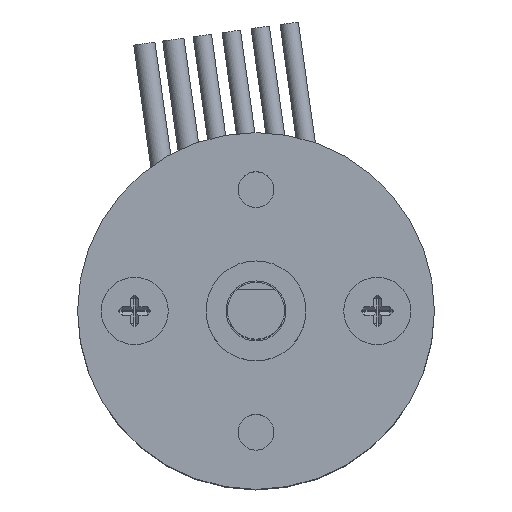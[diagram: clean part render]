
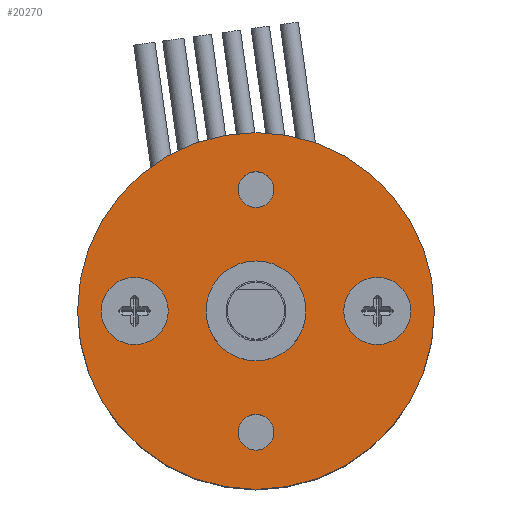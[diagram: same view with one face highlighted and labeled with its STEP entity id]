
A CAD part, top view. The second image highlights one B-rep face of the part: STEP entity #20270.
In plain terms, the highlighted planar face has unit normal (0, 0, 1).
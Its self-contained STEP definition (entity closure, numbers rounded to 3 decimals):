
#153 = CARTESIAN_POINT ( 'NONE',  ( 30.875, -8.5, 18.375 ) ) ;
#383 = DIRECTION ( 'NONE',  ( 1., 0., 0. ) ) ;
#793 = EDGE_CURVE ( 'NONE', #10683, #16790, #26999, .T. ) ;
#900 = VERTEX_POINT ( 'NONE', #24760 ) ;
#1233 = DIRECTION ( 'NONE',  ( 0., 0., 1. ) ) ;
#1772 = CARTESIAN_POINT ( 'NONE',  ( 30.875, 0., 18.375 ) ) ;
#1819 = CARTESIAN_POINT ( 'NONE',  ( 22.375, 0., 18.375 ) ) ;
#1896 = CARTESIAN_POINT ( 'NONE',  ( 29.625, -8.5, 18.375 ) ) ;
#2035 = CIRCLE ( 'NONE', #24165, 2.35 ) ;
#2334 = DIRECTION ( 'NONE',  ( -1., 0., 0. ) ) ;
#2407 = PLANE ( 'NONE',  #20996 ) ;
#2981 = FACE_OUTER_BOUND ( 'NONE', #24559, .T. ) ;
#3173 = DIRECTION ( 'NONE',  ( -1., 0., 0. ) ) ;
#3207 = EDGE_LOOP ( 'NONE', ( #13890, #30164 ) ) ;
#3284 = CARTESIAN_POINT ( 'NONE',  ( 30.875, 0., 18.375 ) ) ;
#3297 = CARTESIAN_POINT ( 'NONE',  ( 39.375, 0., 18.375 ) ) ;
#3355 = AXIS2_PLACEMENT_3D ( 'NONE', #16128, #6145, #8999 ) ;
#3494 = CARTESIAN_POINT ( 'NONE',  ( 30.875, -8.5, 18.375 ) ) ;
#3725 = CARTESIAN_POINT ( 'NONE',  ( 41.725, 0., 18.375 ) ) ;
#3771 = DIRECTION ( 'NONE',  ( -1., 0., 0. ) ) ;
#3794 = CIRCLE ( 'NONE', #28790, 1.25 ) ;
#4243 = DIRECTION ( 'NONE',  ( -1., 0., 0. ) ) ;
#4476 = VERTEX_POINT ( 'NONE', #5106 ) ;
#4668 = DIRECTION ( 'NONE',  ( -1., 0., 0. ) ) ;
#5106 = CARTESIAN_POINT ( 'NONE',  ( 20.025, 0., 18.375 ) ) ;
#5124 = DIRECTION ( 'NONE',  ( 1., 0., 0. ) ) ;
#5210 = ORIENTED_EDGE ( 'NONE', *, *, #24949, .F. ) ;
#5406 = DIRECTION ( 'NONE',  ( 1., 0., 0. ) ) ;
#5559 = EDGE_LOOP ( 'NONE', ( #18334, #16428 ) ) ;
#6007 = ORIENTED_EDGE ( 'NONE', *, *, #31349, .F. ) ;
#6145 = DIRECTION ( 'NONE',  ( 0., 0., 1. ) ) ;
#6962 = CIRCLE ( 'NONE', #17313, 12.5 ) ;
#7744 = CARTESIAN_POINT ( 'NONE',  ( 30.875, 8.5, 18.375 ) ) ;
#8291 = VERTEX_POINT ( 'NONE', #23820 ) ;
#8418 = DIRECTION ( 'NONE',  ( 1., 0., 0. ) ) ;
#8999 = DIRECTION ( 'NONE',  ( 1., 0., 0. ) ) ;
#9104 = AXIS2_PLACEMENT_3D ( 'NONE', #7744, #24715, #5406 ) ;
#9179 = CARTESIAN_POINT ( 'NONE',  ( 18.375, 0., 18.375 ) ) ;
#9625 = EDGE_LOOP ( 'NONE', ( #5210, #24499 ) ) ;
#10266 = FACE_BOUND ( 'NONE', #5559, .T. ) ;
#10358 = DIRECTION ( 'NONE',  ( 0., 0., 1. ) ) ;
#10683 = VERTEX_POINT ( 'NONE', #18914 ) ;
#10815 = EDGE_CURVE ( 'NONE', #8291, #4476, #2035, .T. ) ;
#11292 = CARTESIAN_POINT ( 'NONE',  ( 22.375, 0., 18.375 ) ) ;
#11411 = AXIS2_PLACEMENT_3D ( 'NONE', #31763, #29288, #2334 ) ;
#11428 = FACE_BOUND ( 'NONE', #25590, .T. ) ;
#12957 = CIRCLE ( 'NONE', #21790, 2.35 ) ;
#12969 = VERTEX_POINT ( 'NONE', #3725 ) ;
#13048 = VERTEX_POINT ( 'NONE', #13556 ) ;
#13143 = CIRCLE ( 'NONE', #31198, 3.5 ) ;
#13556 = CARTESIAN_POINT ( 'NONE',  ( 34.375, 0., 18.375 ) ) ;
#13890 = ORIENTED_EDGE ( 'NONE', *, *, #16295, .F. ) ;
#14135 = ORIENTED_EDGE ( 'NONE', *, *, #28707, .F. ) ;
#14317 = AXIS2_PLACEMENT_3D ( 'NONE', #29621, #14905, #5124 ) ;
#14905 = DIRECTION ( 'NONE',  ( 0., 0., 1. ) ) ;
#14908 = DIRECTION ( 'NONE',  ( 0., 0., 1. ) ) ;
#15532 = DIRECTION ( 'NONE',  ( 1., 0., 0. ) ) ;
#15642 = AXIS2_PLACEMENT_3D ( 'NONE', #3284, #27653, #3173 ) ;
#16110 = CIRCLE ( 'NONE', #11411, 12.5 ) ;
#16128 = CARTESIAN_POINT ( 'NONE',  ( 39.375, 0., 18.375 ) ) ;
#16217 = CIRCLE ( 'NONE', #26481, 2.35 ) ;
#16295 = EDGE_CURVE ( 'NONE', #16790, #10683, #21302, .T. ) ;
#16370 = DIRECTION ( 'NONE',  ( -1., 0., 0. ) ) ;
#16428 = ORIENTED_EDGE ( 'NONE', *, *, #19898, .F. ) ;
#16772 = ORIENTED_EDGE ( 'NONE', *, *, #25132, .T. ) ;
#16790 = VERTEX_POINT ( 'NONE', #29319 ) ;
#17013 = VERTEX_POINT ( 'NONE', #9179 ) ;
#17153 = VERTEX_POINT ( 'NONE', #1896 ) ;
#17313 = AXIS2_PLACEMENT_3D ( 'NONE', #1772, #28524, #16370 ) ;
#17984 = VERTEX_POINT ( 'NONE', #27252 ) ;
#18218 = EDGE_CURVE ( 'NONE', #17013, #900, #16110, .T. ) ;
#18334 = ORIENTED_EDGE ( 'NONE', *, *, #29960, .F. ) ;
#18914 = CARTESIAN_POINT ( 'NONE',  ( 29.625, 8.5, 18.375 ) ) ;
#19294 = CIRCLE ( 'NONE', #3355, 2.35 ) ;
#19372 = CARTESIAN_POINT ( 'NONE',  ( 30.875, 0., 18.375 ) ) ;
#19731 = CARTESIAN_POINT ( 'NONE',  ( 37.025, 0., 18.375 ) ) ;
#19770 = EDGE_LOOP ( 'NONE', ( #14135, #6007 ) ) ;
#19898 = EDGE_CURVE ( 'NONE', #17153, #28453, #3794, .T. ) ;
#19933 = ORIENTED_EDGE ( 'NONE', *, *, #10815, .T. ) ;
#20059 = EDGE_CURVE ( 'NONE', #13048, #17984, #24506, .T. ) ;
#20270 = ADVANCED_FACE ( 'NONE', ( #11428, #30292, #10266, #24104, #29112, #2981 ), #2407, .F. ) ;
#20996 = AXIS2_PLACEMENT_3D ( 'NONE', #19372, #24614, #4668 ) ;
#21302 = CIRCLE ( 'NONE', #9104, 1.25 ) ;
#21685 = CIRCLE ( 'NONE', #25301, 1.25 ) ;
#21790 = AXIS2_PLACEMENT_3D ( 'NONE', #3297, #1233, #15532 ) ;
#22620 = ORIENTED_EDGE ( 'NONE', *, *, #31084, .F. ) ;
#23820 = CARTESIAN_POINT ( 'NONE',  ( 24.725, 0., 18.375 ) ) ;
#24104 = FACE_BOUND ( 'NONE', #3207, .T. ) ;
#24165 = AXIS2_PLACEMENT_3D ( 'NONE', #1819, #28880, #3771 ) ;
#24499 = ORIENTED_EDGE ( 'NONE', *, *, #20059, .F. ) ;
#24506 = CIRCLE ( 'NONE', #15642, 3.5 ) ;
#24559 = EDGE_LOOP ( 'NONE', ( #22620, #29967 ) ) ;
#24614 = DIRECTION ( 'NONE',  ( 0., 0., -1. ) ) ;
#24715 = DIRECTION ( 'NONE',  ( 0., 0., 1. ) ) ;
#24760 = CARTESIAN_POINT ( 'NONE',  ( 43.375, 0., 18.375 ) ) ;
#24949 = EDGE_CURVE ( 'NONE', #17984, #13048, #13143, .T. ) ;
#25074 = CARTESIAN_POINT ( 'NONE',  ( 30.875, 0., 18.375 ) ) ;
#25132 = EDGE_CURVE ( 'NONE', #4476, #8291, #16217, .T. ) ;
#25301 = AXIS2_PLACEMENT_3D ( 'NONE', #153, #14908, #383 ) ;
#25590 = EDGE_LOOP ( 'NONE', ( #19933, #16772 ) ) ;
#26481 = AXIS2_PLACEMENT_3D ( 'NONE', #11292, #28502, #4243 ) ;
#26999 = CIRCLE ( 'NONE', #14317, 1.25 ) ;
#27252 = CARTESIAN_POINT ( 'NONE',  ( 27.375, 0., 18.375 ) ) ;
#27653 = DIRECTION ( 'NONE',  ( 0., 0., 1. ) ) ;
#27772 = DIRECTION ( 'NONE',  ( -1., 0., 0. ) ) ;
#28351 = CARTESIAN_POINT ( 'NONE',  ( 32.125, -8.5, 18.375 ) ) ;
#28453 = VERTEX_POINT ( 'NONE', #28351 ) ;
#28502 = DIRECTION ( 'NONE',  ( 0., 0., -1. ) ) ;
#28524 = DIRECTION ( 'NONE',  ( 0., 0., -1. ) ) ;
#28707 = EDGE_CURVE ( 'NONE', #12969, #31838, #12957, .T. ) ;
#28790 = AXIS2_PLACEMENT_3D ( 'NONE', #3494, #30440, #8418 ) ;
#28880 = DIRECTION ( 'NONE',  ( 0., 0., -1. ) ) ;
#29112 = FACE_BOUND ( 'NONE', #9625, .T. ) ;
#29288 = DIRECTION ( 'NONE',  ( 0., 0., -1. ) ) ;
#29319 = CARTESIAN_POINT ( 'NONE',  ( 32.125, 8.5, 18.375 ) ) ;
#29621 = CARTESIAN_POINT ( 'NONE',  ( 30.875, 8.5, 18.375 ) ) ;
#29960 = EDGE_CURVE ( 'NONE', #28453, #17153, #21685, .T. ) ;
#29967 = ORIENTED_EDGE ( 'NONE', *, *, #18218, .F. ) ;
#30164 = ORIENTED_EDGE ( 'NONE', *, *, #793, .F. ) ;
#30292 = FACE_BOUND ( 'NONE', #19770, .T. ) ;
#30440 = DIRECTION ( 'NONE',  ( 0., 0., 1. ) ) ;
#31084 = EDGE_CURVE ( 'NONE', #900, #17013, #6962, .T. ) ;
#31198 = AXIS2_PLACEMENT_3D ( 'NONE', #25074, #10358, #27772 ) ;
#31349 = EDGE_CURVE ( 'NONE', #31838, #12969, #19294, .T. ) ;
#31763 = CARTESIAN_POINT ( 'NONE',  ( 30.875, 0., 18.375 ) ) ;
#31838 = VERTEX_POINT ( 'NONE', #19731 ) ;
